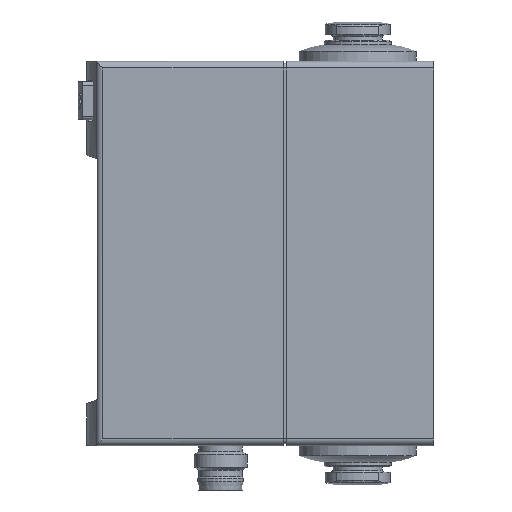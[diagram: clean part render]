
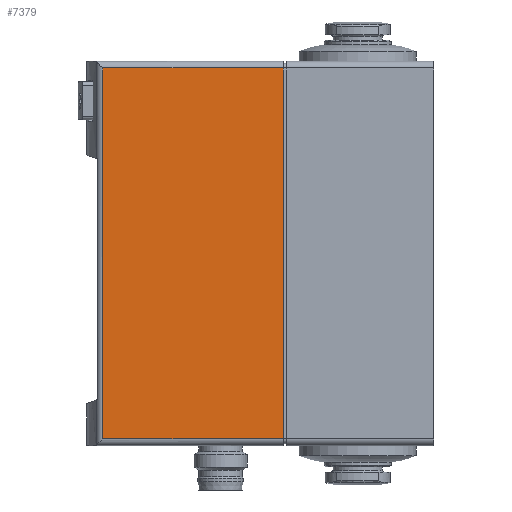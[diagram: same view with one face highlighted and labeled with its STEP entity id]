
A CAD part, left-side view. The second image highlights one B-rep face of the part: STEP entity #7379.
In plain terms, the highlighted planar face has unit normal (-1, 0, 0).
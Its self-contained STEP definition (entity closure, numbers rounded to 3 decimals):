
#706=ORIENTED_EDGE('',*,*,#2183,.T.);
#707=ORIENTED_EDGE('',*,*,#2184,.T.);
#708=ORIENTED_EDGE('',*,*,#2185,.F.);
#709=ORIENTED_EDGE('',*,*,#2181,.T.);
#2181=EDGE_CURVE('',#2908,#2907,#3367,.T.);
#2183=EDGE_CURVE('',#2907,#2909,#3368,.T.);
#2184=EDGE_CURVE('',#2909,#2910,#3369,.T.);
#2185=EDGE_CURVE('',#2908,#2910,#3370,.T.);
#2907=VERTEX_POINT('',#10329);
#2908=VERTEX_POINT('',#10331);
#2909=VERTEX_POINT('',#10335);
#2910=VERTEX_POINT('',#10337);
#3367=LINE('',#10330,#3823);
#3368=LINE('',#10334,#3824);
#3369=LINE('',#10336,#3825);
#3370=LINE('',#10338,#3826);
#3823=VECTOR('',#8577,1000.);
#3824=VECTOR('',#8582,1000.);
#3825=VECTOR('',#8583,1000.);
#3826=VECTOR('',#8584,1000.);
#4195=EDGE_LOOP('',(#706,#707,#708,#709));
#4597=FACE_BOUND('',#4195,.T.);
#4980=PLANE('',#7780);
#7379=ADVANCED_FACE('',(#4597),#4980,.F.);
#7780=AXIS2_PLACEMENT_3D('',#10333,#8580,#8581);
#8577=DIRECTION('',(0.,0.,-1.));
#8580=DIRECTION('',(1.,0.,0.));
#8581=DIRECTION('',(0.,0.,-1.));
#8582=DIRECTION('',(0.,-1.,0.));
#8583=DIRECTION('',(0.,0.,1.));
#8584=DIRECTION('',(0.,-1.,0.));
#10329=CARTESIAN_POINT('',(-10.,49.984,-28.));
#10330=CARTESIAN_POINT('',(-10.,49.984,29.));
#10331=CARTESIAN_POINT('',(-10.,49.984,28.));
#10333=CARTESIAN_POINT('',(-10.,52.5,-28.));
#10334=CARTESIAN_POINT('',(-10.,52.5,-28.));
#10335=CARTESIAN_POINT('',(-10.,22.7,-28.));
#10336=CARTESIAN_POINT('',(-10.,22.7,-28.));
#10337=CARTESIAN_POINT('',(-10.,22.7,28.));
#10338=CARTESIAN_POINT('',(-10.,52.5,28.));
